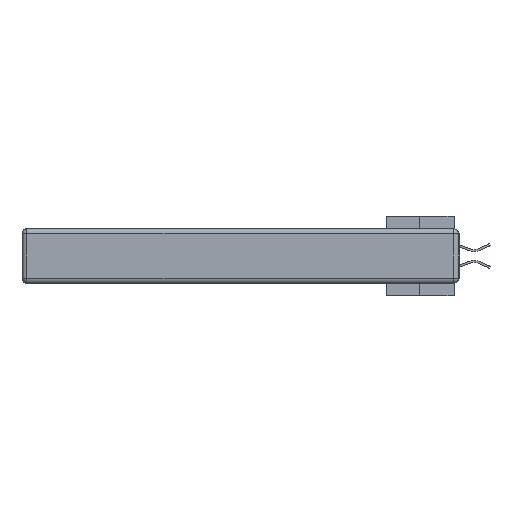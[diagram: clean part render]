
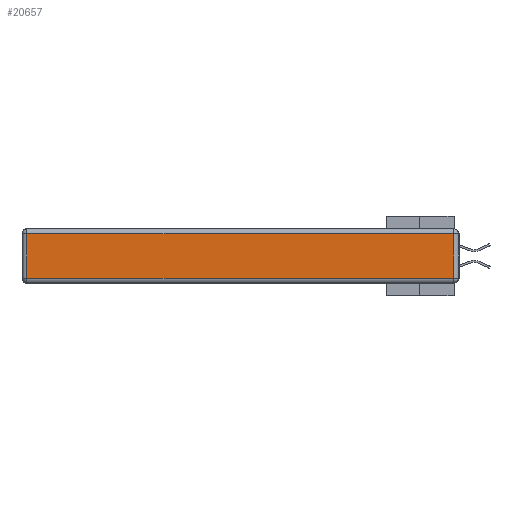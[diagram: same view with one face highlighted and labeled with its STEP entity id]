
A CAD part, left-side view. The second image highlights one B-rep face of the part: STEP entity #20657.
In plain terms, the highlighted planar face has unit normal (-1, 0, 0).
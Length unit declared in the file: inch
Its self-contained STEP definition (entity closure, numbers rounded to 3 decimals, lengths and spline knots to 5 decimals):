
#2039 = LINE ( 'NONE', #13570, #41093 ) ;
#4271 = FACE_OUTER_BOUND ( 'NONE', #8795, .T. ) ;
#5616 = AXIS2_PLACEMENT_3D ( 'NONE', #30604, #29232, #20671 ) ;
#6086 = VERTEX_POINT ( 'NONE', #21705 ) ;
#7944 = EDGE_CURVE ( 'NONE', #22898, #6086, #41425, .T. ) ;
#8078 = VECTOR ( 'NONE', #17028, 39.37008 ) ;
#8461 = CARTESIAN_POINT ( 'NONE',  ( 0., 0.03, -0.03 ) ) ;
#8795 = EDGE_LOOP ( 'NONE', ( #40563, #24842, #10355, #41575 ) ) ;
#9628 = DIRECTION ( 'NONE',  ( 0., -1., 0. ) ) ;
#10355 = ORIENTED_EDGE ( 'NONE', *, *, #19508, .T. ) ;
#13509 = CARTESIAN_POINT ( 'NONE',  ( 0., 0.03, -0.343 ) ) ;
#13570 = CARTESIAN_POINT ( 'NONE',  ( 0., 2.72, -0.343 ) ) ;
#15840 = CARTESIAN_POINT ( 'NONE',  ( 0., 2.72, -0.03 ) ) ;
#17028 = DIRECTION ( 'NONE',  ( 0., 0., 1. ) ) ;
#18319 = CARTESIAN_POINT ( 'NONE',  ( 0., 2.75, -0.03 ) ) ;
#19508 = EDGE_CURVE ( 'NONE', #21999, #39318, #20729, .T. ) ;
#20657 = ADVANCED_FACE ( 'NONE', ( #4271 ), #32678, .T. ) ;
#20671 = DIRECTION ( 'NONE',  ( 0., 0., 1. ) ) ;
#20729 = LINE ( 'NONE', #18319, #27524 ) ;
#21705 = CARTESIAN_POINT ( 'NONE',  ( 0., 0.03, -0.313 ) ) ;
#21999 = VERTEX_POINT ( 'NONE', #8461 ) ;
#22655 = EDGE_CURVE ( 'NONE', #39318, #22898, #2039, .T. ) ;
#22898 = VERTEX_POINT ( 'NONE', #31561 ) ;
#24842 = ORIENTED_EDGE ( 'NONE', *, *, #40356, .T. ) ;
#25926 = CARTESIAN_POINT ( 'NONE',  ( 0., 0., -0.313 ) ) ;
#27524 = VECTOR ( 'NONE', #28578, 39.37008 ) ;
#28578 = DIRECTION ( 'NONE',  ( 0., 1., 0. ) ) ;
#29232 = DIRECTION ( 'NONE',  ( -1., 0., 0. ) ) ;
#29252 = VECTOR ( 'NONE', #9628, 39.37008 ) ;
#30583 = DIRECTION ( 'NONE',  ( 0., 0., -1. ) ) ;
#30604 = CARTESIAN_POINT ( 'NONE',  ( 0., 0., -0.343 ) ) ;
#31561 = CARTESIAN_POINT ( 'NONE',  ( 0., 2.72, -0.313 ) ) ;
#32678 = PLANE ( 'NONE',  #5616 ) ;
#36989 = LINE ( 'NONE', #13509, #8078 ) ;
#39318 = VERTEX_POINT ( 'NONE', #15840 ) ;
#40356 = EDGE_CURVE ( 'NONE', #6086, #21999, #36989, .T. ) ;
#40563 = ORIENTED_EDGE ( 'NONE', *, *, #7944, .T. ) ;
#41093 = VECTOR ( 'NONE', #30583, 39.37008 ) ;
#41425 = LINE ( 'NONE', #25926, #29252 ) ;
#41575 = ORIENTED_EDGE ( 'NONE', *, *, #22655, .T. ) ;
